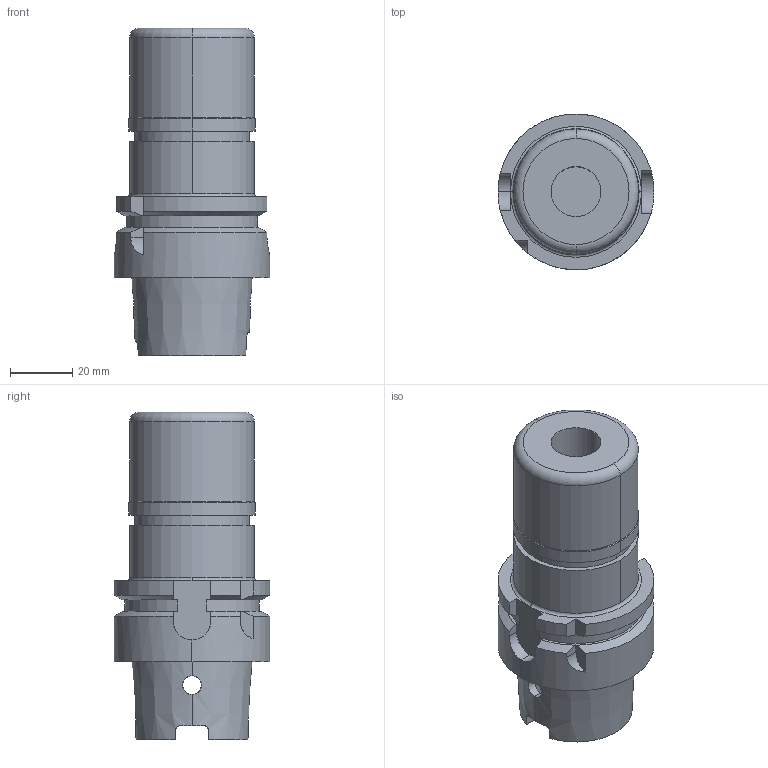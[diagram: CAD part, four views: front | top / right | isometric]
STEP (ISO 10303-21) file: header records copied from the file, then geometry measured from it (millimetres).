
FILE_DESCRIPTION (( 'STEP AP203' ), '1' );
FILE_NAME ('STP-072-763-016-080-1.STEP', '2021-06-02T10:52:25', ( '' ), ( '' ), 'SwSTEP 2.0', 'SolidWorks 2017', '' );
FILE_SCHEMA (( 'CONFIG_CONTROL_DESIGN' ));
Length unit declared in the file: millimetre
Products named in the file (1): STP-072-763-016-080-1
Bounding box: 50 x 50 x 105 mm (x, y, z)
Volume: 107939.6 mm3; surface area: 24305.4 mm2
Topology: 1 solids, 1 shells, 92 faces, 240 edges, 151 vertices
Faces by surface type: cylinder 37, plane 35, cone 12, torus 8
Entity records: 3357 total; most frequent: CARTESIAN_POINT 1021, ORIENTED_EDGE 480, DIRECTION 474, EDGE_CURVE 240, AXIS2_PLACEMENT_3D 182, VERTEX_POINT 151, LINE 110, VECTOR 110
